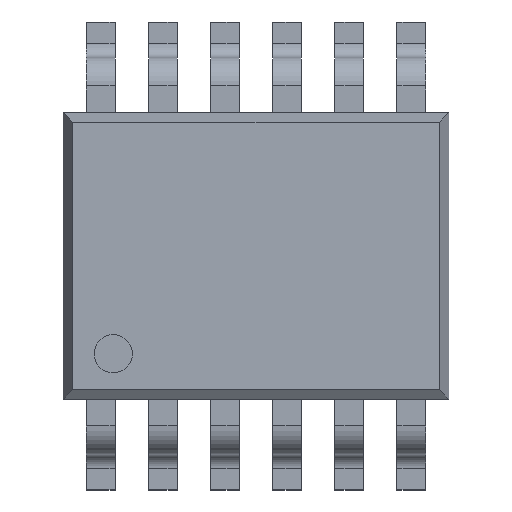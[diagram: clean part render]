
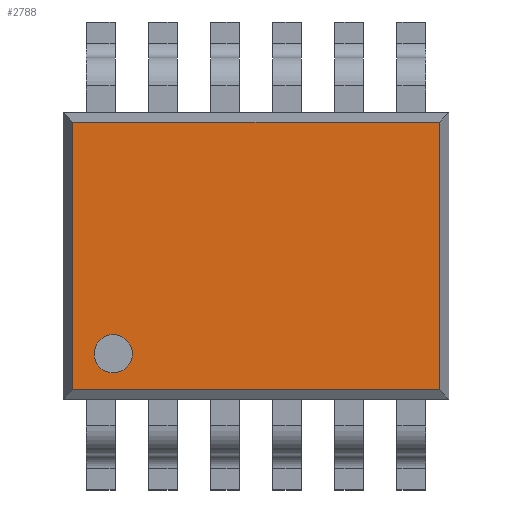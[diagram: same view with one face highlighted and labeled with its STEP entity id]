
A CAD part, top view. The second image highlights one B-rep face of the part: STEP entity #2788.
In plain terms, the highlighted planar face has unit normal (0, 0, 1).
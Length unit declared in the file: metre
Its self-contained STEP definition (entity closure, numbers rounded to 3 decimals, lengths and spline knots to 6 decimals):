
#191=CIRCLE('',#3216,0.0002);
#929=ORIENTED_EDGE('',*,*,#1345,.T.);
#930=ORIENTED_EDGE('',*,*,#1346,.T.);
#931=ORIENTED_EDGE('',*,*,#1347,.T.);
#932=ORIENTED_EDGE('',*,*,#1348,.T.);
#933=ORIENTED_EDGE('',*,*,#1349,.T.);
#1345=EDGE_CURVE('',#1611,#1612,#1897,.T.);
#1346=EDGE_CURVE('',#1612,#1613,#1898,.T.);
#1347=EDGE_CURVE('',#1613,#1614,#1899,.T.);
#1348=EDGE_CURVE('',#1614,#1611,#1900,.T.);
#1349=EDGE_CURVE('',#1615,#1615,#191,.F.);
#1611=VERTEX_POINT('',#4846);
#1612=VERTEX_POINT('',#4847);
#1613=VERTEX_POINT('',#4849);
#1614=VERTEX_POINT('',#4851);
#1615=VERTEX_POINT('',#4854);
#1897=LINE('',#4845,#2189);
#1898=LINE('',#4848,#2190);
#1899=LINE('',#4850,#2191);
#1900=LINE('',#4852,#2192);
#2189=VECTOR('',#4021,1.);
#2190=VECTOR('',#4022,1.);
#2191=VECTOR('',#4023,1.);
#2192=VECTOR('',#4024,1.);
#2353=EDGE_LOOP('',(#929,#930,#931,#932));
#2354=EDGE_LOOP('',(#933));
#2515=FACE_BOUND('',#2353,.T.);
#2516=FACE_BOUND('',#2354,.T.);
#2629=PLANE('',#3215);
#2788=ADVANCED_FACE('',(#2515,#2516),#2629,.T.);
#3215=AXIS2_PLACEMENT_3D('',#4844,#4019,#4020);
#3216=AXIS2_PLACEMENT_3D('',#4853,#4025,#4026);
#4019=DIRECTION('',(0.,0.,1.));
#4020=DIRECTION('',(1.,0.,0.));
#4021=DIRECTION('',(0.,1.,0.));
#4022=DIRECTION('',(-1.,0.,0.));
#4023=DIRECTION('',(0.,-1.,0.));
#4024=DIRECTION('',(1.,0.,0.));
#4025=DIRECTION('',(0.,0.,1.));
#4026=DIRECTION('',(1.,0.,0.));
#4844=CARTESIAN_POINT('',(0.,0.,0.001));
#4845=CARTESIAN_POINT('',(0.00192,0.,0.001));
#4846=CARTESIAN_POINT('',(0.00192,-0.0014,0.001));
#4847=CARTESIAN_POINT('',(0.00192,0.0014,0.001));
#4848=CARTESIAN_POINT('',(0.,0.0014,0.001));
#4849=CARTESIAN_POINT('',(-0.00192,0.0014,0.001));
#4850=CARTESIAN_POINT('',(-0.00192,-0.0015,0.001));
#4851=CARTESIAN_POINT('',(-0.00192,-0.0014,0.001));
#4852=CARTESIAN_POINT('',(0.00202,-0.0014,0.001));
#4853=CARTESIAN_POINT('',(-0.001495,-0.001025,0.001));
#4854=CARTESIAN_POINT('',(-0.001295,-0.001025,0.001));
